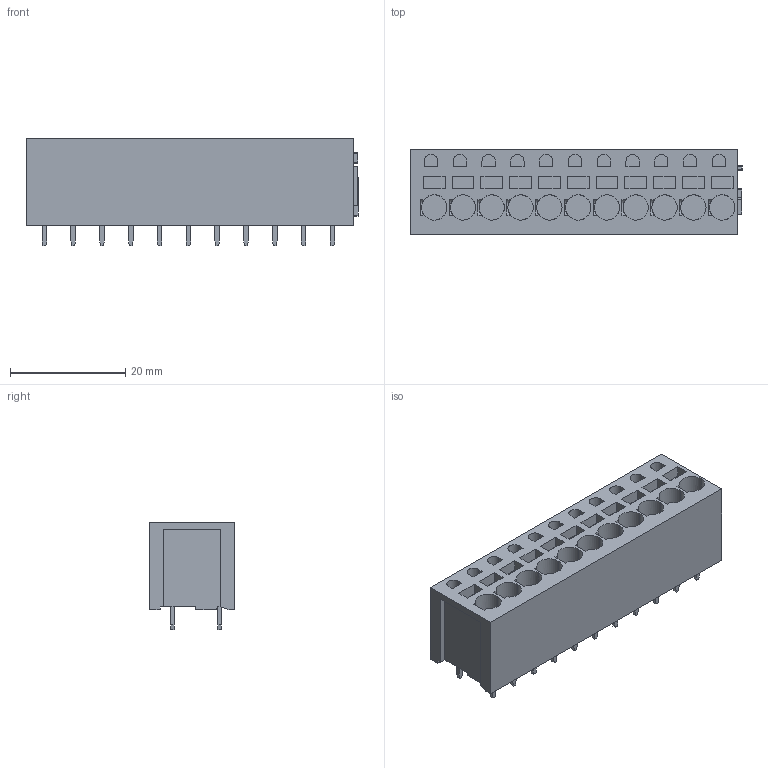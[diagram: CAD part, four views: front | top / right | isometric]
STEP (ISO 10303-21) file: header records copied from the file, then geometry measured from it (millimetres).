
FILE_DESCRIPTION(('CATIA V5 STEP Exchange','CAx-IF Rec.Pracs.--- Model Styling and Organization---1.2---2011-12-15'),'2;1');
FILE_NAME ('D1451089_0', '2018-09-03T06:13:12+00:00', ('none'), ('Weidmueller'), 'CATIA Version 5-6 Release 2014', 'CATIA V5 STEP AP214', 'none');
FILE_SCHEMA(('AUTOMOTIVE_DESIGN { 1 0 10303 214 1 1 1 1 }'));
Length unit declared in the file: millimetre
Products named in the file (1): 1330540000
Bounding box: 57.65 x 14.8 x 18.7 mm (x, y, z)
Volume: 11164.8 mm3; surface area: 5951.4 mm2
Topology: 23 solids, 23 shells, 437 faces, 1065 edges, 710 vertices
Faces by surface type: plane 367, cylinder 70
Entity records: 11352 total; most frequent: ORIENTED_EDGE 2130, CARTESIAN_POINT 2071, DIRECTION 1413, EDGE_CURVE 1065, VECTOR 903, LINE 903, VERTEX_POINT 710, EDGE_LOOP 473
